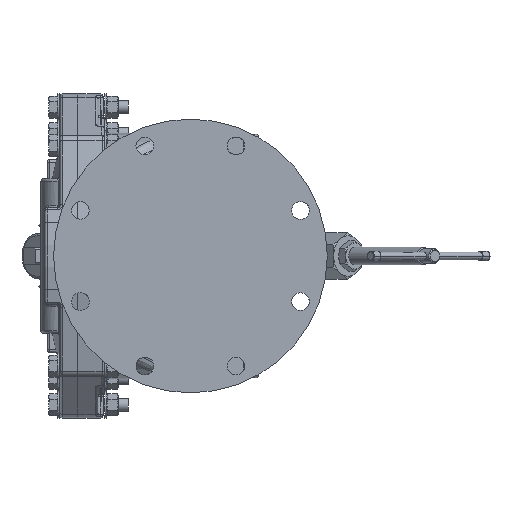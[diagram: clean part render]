
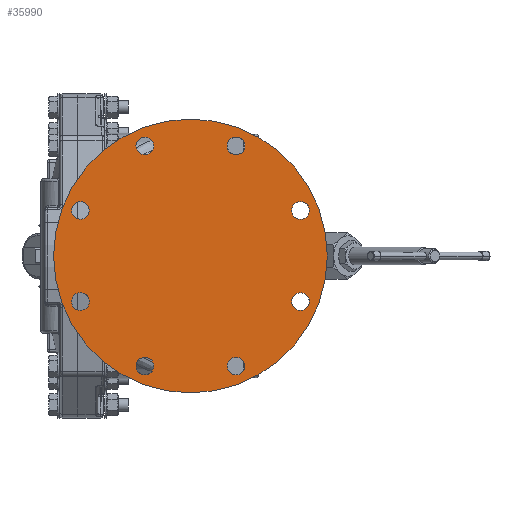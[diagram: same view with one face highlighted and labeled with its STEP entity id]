
A CAD part, left-side view. The second image highlights one B-rep face of the part: STEP entity #35990.
In plain terms, the highlighted planar face has unit normal (-1, 0, 0).
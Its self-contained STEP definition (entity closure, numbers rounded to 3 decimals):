
#1335=CARTESIAN_POINT('',(-9.75,2.248,5.428));
#1336=DIRECTION('',(1.,0.,0.));
#1337=DIRECTION('',(0.,0.,-1.));
#1338=AXIS2_PLACEMENT_3D('',#1335,#1336,#1337);
#1340=CARTESIAN_POINT('',(-9.75,2.248,5.428));
#1341=DIRECTION('',(1.,0.,0.));
#1342=DIRECTION('',(0.,0.,1.));
#1343=AXIS2_PLACEMENT_3D('',#1340,#1341,#1342);
#1345=CARTESIAN_POINT('',(-9.75,5.428,2.248));
#1346=DIRECTION('',(1.,0.,0.));
#1347=DIRECTION('',(0.,-0.707,-0.707));
#1348=AXIS2_PLACEMENT_3D('',#1345,#1346,#1347);
#1350=CARTESIAN_POINT('',(-9.75,5.428,2.248));
#1351=DIRECTION('',(1.,0.,0.));
#1352=DIRECTION('',(0.,0.707,0.707));
#1353=AXIS2_PLACEMENT_3D('',#1350,#1351,#1352);
#1355=CARTESIAN_POINT('',(-9.75,5.428,-2.248));
#1356=DIRECTION('',(1.,0.,0.));
#1357=DIRECTION('',(0.,-1.,0.));
#1358=AXIS2_PLACEMENT_3D('',#1355,#1356,#1357);
#1360=CARTESIAN_POINT('',(-9.75,5.428,-2.248));
#1361=DIRECTION('',(1.,0.,0.));
#1362=DIRECTION('',(0.,1.,0.));
#1363=AXIS2_PLACEMENT_3D('',#1360,#1361,#1362);
#1365=CARTESIAN_POINT('',(-9.75,2.248,-5.428));
#1366=DIRECTION('',(1.,0.,0.));
#1367=DIRECTION('',(0.,-0.707,0.707));
#1368=AXIS2_PLACEMENT_3D('',#1365,#1366,#1367);
#1370=CARTESIAN_POINT('',(-9.75,2.248,-5.428));
#1371=DIRECTION('',(1.,0.,0.));
#1372=DIRECTION('',(0.,0.707,-0.707));
#1373=AXIS2_PLACEMENT_3D('',#1370,#1371,#1372);
#1375=CARTESIAN_POINT('',(-9.75,-2.248,-5.428));
#1376=DIRECTION('',(1.,0.,0.));
#1377=DIRECTION('',(0.,0.,1.));
#1378=AXIS2_PLACEMENT_3D('',#1375,#1376,#1377);
#1380=CARTESIAN_POINT('',(-9.75,-2.248,-5.428));
#1381=DIRECTION('',(1.,0.,0.));
#1382=DIRECTION('',(0.,0.,-1.));
#1383=AXIS2_PLACEMENT_3D('',#1380,#1381,#1382);
#1385=CARTESIAN_POINT('',(-9.75,-5.428,-2.248));
#1386=DIRECTION('',(1.,0.,0.));
#1387=DIRECTION('',(0.,0.707,0.707));
#1388=AXIS2_PLACEMENT_3D('',#1385,#1386,#1387);
#1390=CARTESIAN_POINT('',(-9.75,-5.428,-2.248));
#1391=DIRECTION('',(1.,0.,0.));
#1392=DIRECTION('',(0.,-0.707,-0.707));
#1393=AXIS2_PLACEMENT_3D('',#1390,#1391,#1392);
#1395=CARTESIAN_POINT('',(-9.75,-5.428,2.248));
#1396=DIRECTION('',(1.,0.,0.));
#1397=DIRECTION('',(0.,1.,0.));
#1398=AXIS2_PLACEMENT_3D('',#1395,#1396,#1397);
#1400=CARTESIAN_POINT('',(-9.75,-5.428,2.248));
#1401=DIRECTION('',(1.,0.,0.));
#1402=DIRECTION('',(0.,-1.,0.));
#1403=AXIS2_PLACEMENT_3D('',#1400,#1401,#1402);
#1405=CARTESIAN_POINT('',(-9.75,-2.248,5.428));
#1406=DIRECTION('',(1.,0.,0.));
#1407=DIRECTION('',(0.,0.707,-0.707));
#1408=AXIS2_PLACEMENT_3D('',#1405,#1406,#1407);
#1410=CARTESIAN_POINT('',(-9.75,-2.248,5.428));
#1411=DIRECTION('',(1.,0.,0.));
#1412=DIRECTION('',(0.,-0.707,0.707));
#1413=AXIS2_PLACEMENT_3D('',#1410,#1411,#1412);
#1415=CARTESIAN_POINT('',(-9.75,0.,0.));
#1416=DIRECTION('',(1.,0.,0.));
#1417=DIRECTION('',(0.,1.,0.));
#1418=AXIS2_PLACEMENT_3D('',#1415,#1416,#1417);
#1425=CARTESIAN_POINT('',(-9.75,0.,0.));
#1426=DIRECTION('',(1.,0.,0.));
#1427=DIRECTION('',(0.,-1.,0.));
#1428=AXIS2_PLACEMENT_3D('',#1425,#1426,#1427);
#33710=CARTESIAN_POINT('',(-9.75,6.75,0.));
#33711=CARTESIAN_POINT('',(-9.75,-6.75,0.));
#33712=VERTEX_POINT('',#33710);
#33713=VERTEX_POINT('',#33711);
#35867=CARTESIAN_POINT('',(-9.75,2.248,4.99));
#35869=VERTEX_POINT('',#35867);
#35871=CARTESIAN_POINT('',(-9.75,2.248,5.865));
#35873=VERTEX_POINT('',#35871);
#35875=CARTESIAN_POINT('',(-9.75,5.118,1.939));
#35877=VERTEX_POINT('',#35875);
#35879=CARTESIAN_POINT('',(-9.75,5.737,2.558));
#35881=VERTEX_POINT('',#35879);
#35883=CARTESIAN_POINT('',(-9.75,4.99,-2.248));
#35885=VERTEX_POINT('',#35883);
#35887=CARTESIAN_POINT('',(-9.75,5.865,-2.248));
#35889=VERTEX_POINT('',#35887);
#35891=CARTESIAN_POINT('',(-9.75,1.939,-5.118));
#35893=VERTEX_POINT('',#35891);
#35895=CARTESIAN_POINT('',(-9.75,2.558,-5.737));
#35897=VERTEX_POINT('',#35895);
#35899=CARTESIAN_POINT('',(-9.75,-2.248,-4.99));
#35901=VERTEX_POINT('',#35899);
#35903=CARTESIAN_POINT('',(-9.75,-2.248,-5.865));
#35905=VERTEX_POINT('',#35903);
#35907=CARTESIAN_POINT('',(-9.75,-5.118,-1.939));
#35909=VERTEX_POINT('',#35907);
#35911=CARTESIAN_POINT('',(-9.75,-5.737,-2.558));
#35913=VERTEX_POINT('',#35911);
#35915=CARTESIAN_POINT('',(-9.75,-4.99,2.248));
#35917=VERTEX_POINT('',#35915);
#35919=CARTESIAN_POINT('',(-9.75,-5.865,2.248));
#35921=VERTEX_POINT('',#35919);
#35923=CARTESIAN_POINT('',(-9.75,-1.939,5.118));
#35925=VERTEX_POINT('',#35923);
#35927=CARTESIAN_POINT('',(-9.75,-2.558,5.737));
#35929=VERTEX_POINT('',#35927);
#35931=CARTESIAN_POINT('',(-9.75,-10.,-10.));
#35932=DIRECTION('',(1.,0.,0.));
#35933=DIRECTION('',(0.,1.,0.));
#35934=AXIS2_PLACEMENT_3D('',#35931,#35932,#35933);
#35935=PLANE('',#35934);
#35937=ORIENTED_EDGE('',*,*,#35936,.T.);
#35939=ORIENTED_EDGE('',*,*,#35938,.T.);
#35940=EDGE_LOOP('',(#35937,#35939));
#35941=FACE_OUTER_BOUND('',#35940,.F.);
#35943=ORIENTED_EDGE('',*,*,#35942,.F.);
#35945=ORIENTED_EDGE('',*,*,#35944,.F.);
#35946=EDGE_LOOP('',(#35943,#35945));
#35947=FACE_BOUND('',#35946,.F.);
#35949=ORIENTED_EDGE('',*,*,#35948,.F.);
#35951=ORIENTED_EDGE('',*,*,#35950,.F.);
#35952=EDGE_LOOP('',(#35949,#35951));
#35953=FACE_BOUND('',#35952,.F.);
#35955=ORIENTED_EDGE('',*,*,#35954,.F.);
#35957=ORIENTED_EDGE('',*,*,#35956,.F.);
#35958=EDGE_LOOP('',(#35955,#35957));
#35959=FACE_BOUND('',#35958,.F.);
#35961=ORIENTED_EDGE('',*,*,#35960,.F.);
#35963=ORIENTED_EDGE('',*,*,#35962,.F.);
#35964=EDGE_LOOP('',(#35961,#35963));
#35965=FACE_BOUND('',#35964,.F.);
#35967=ORIENTED_EDGE('',*,*,#35966,.F.);
#35969=ORIENTED_EDGE('',*,*,#35968,.F.);
#35970=EDGE_LOOP('',(#35967,#35969));
#35971=FACE_BOUND('',#35970,.F.);
#35973=ORIENTED_EDGE('',*,*,#35972,.F.);
#35975=ORIENTED_EDGE('',*,*,#35974,.F.);
#35976=EDGE_LOOP('',(#35973,#35975));
#35977=FACE_BOUND('',#35976,.F.);
#35979=ORIENTED_EDGE('',*,*,#35978,.F.);
#35981=ORIENTED_EDGE('',*,*,#35980,.F.);
#35982=EDGE_LOOP('',(#35979,#35981));
#35983=FACE_BOUND('',#35982,.F.);
#35985=ORIENTED_EDGE('',*,*,#35984,.F.);
#35987=ORIENTED_EDGE('',*,*,#35986,.F.);
#35988=EDGE_LOOP('',(#35985,#35987));
#35989=FACE_BOUND('',#35988,.F.);
#1339=CIRCLE('',#1338,0.438);
#1344=CIRCLE('',#1343,0.438);
#1349=CIRCLE('',#1348,0.438);
#1354=CIRCLE('',#1353,0.438);
#1359=CIRCLE('',#1358,0.438);
#1364=CIRCLE('',#1363,0.438);
#1369=CIRCLE('',#1368,0.438);
#1374=CIRCLE('',#1373,0.438);
#1379=CIRCLE('',#1378,0.438);
#1384=CIRCLE('',#1383,0.438);
#1389=CIRCLE('',#1388,0.438);
#1394=CIRCLE('',#1393,0.438);
#1399=CIRCLE('',#1398,0.438);
#1404=CIRCLE('',#1403,0.438);
#1409=CIRCLE('',#1408,0.438);
#1414=CIRCLE('',#1413,0.438);
#1419=CIRCLE('',#1418,6.75);
#1429=CIRCLE('',#1428,6.75);
#35936=EDGE_CURVE('',#33712,#33713,#1419,.T.);
#35938=EDGE_CURVE('',#33713,#33712,#1429,.T.);
#35942=EDGE_CURVE('',#35869,#35873,#1339,.T.);
#35944=EDGE_CURVE('',#35873,#35869,#1344,.T.);
#35948=EDGE_CURVE('',#35877,#35881,#1349,.T.);
#35950=EDGE_CURVE('',#35881,#35877,#1354,.T.);
#35954=EDGE_CURVE('',#35885,#35889,#1359,.T.);
#35956=EDGE_CURVE('',#35889,#35885,#1364,.T.);
#35960=EDGE_CURVE('',#35893,#35897,#1369,.T.);
#35962=EDGE_CURVE('',#35897,#35893,#1374,.T.);
#35966=EDGE_CURVE('',#35901,#35905,#1379,.T.);
#35968=EDGE_CURVE('',#35905,#35901,#1384,.T.);
#35972=EDGE_CURVE('',#35909,#35913,#1389,.T.);
#35974=EDGE_CURVE('',#35913,#35909,#1394,.T.);
#35978=EDGE_CURVE('',#35917,#35921,#1399,.T.);
#35980=EDGE_CURVE('',#35921,#35917,#1404,.T.);
#35984=EDGE_CURVE('',#35925,#35929,#1409,.T.);
#35986=EDGE_CURVE('',#35929,#35925,#1414,.T.);
#35990=ADVANCED_FACE('',(#35941,#35947,#35953,#35959,#35965,#35971,#35977,
#35983,#35989),#35935,.F.);
